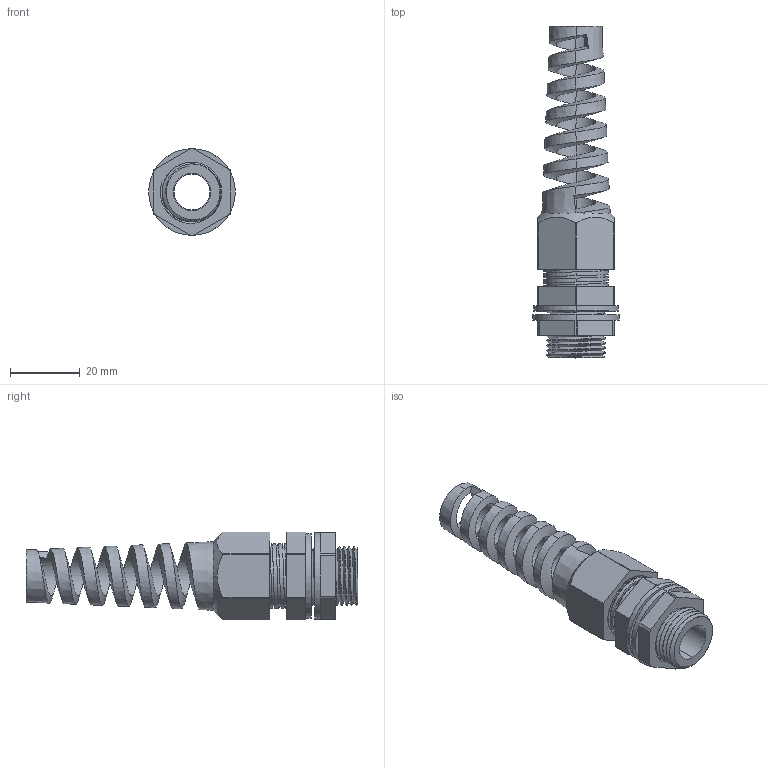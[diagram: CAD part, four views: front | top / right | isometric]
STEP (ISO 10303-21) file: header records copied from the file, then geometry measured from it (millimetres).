
FILE_DESCRIPTION (( 'STEP AP203' ), '1' );
FILE_NAME ('BNSPAX-21-W.step', '2016-02-11T13:29:05', ( '' ), ( '' ), 'SwSTEP 2.0', 'SolidWorks 2015', '' );
FILE_SCHEMA (( 'CONFIG_CONTROL_DESIGN' ));
Length unit declared in the file: millimetre
Products named in the file (1): BNSPAX-21-W
Bounding box: 24.9 x 95.43 x 25.3 mm (x, y, z)
Volume: 14496.5 mm3; surface area: 16500 mm2
Topology: 5 solids, 5 shells, 242 faces, 685 edges, 456 vertices
Faces by surface type: cylinder 104, plane 104, cone 19, bspline 13, torus 2
Entity records: 15425 total; most frequent: CARTESIAN_POINT 9539, ORIENTED_EDGE 1370, DIRECTION 1086, EDGE_CURVE 685, VERTEX_POINT 456, AXIS2_PLACEMENT_3D 391, VECTOR 304, LINE 304
